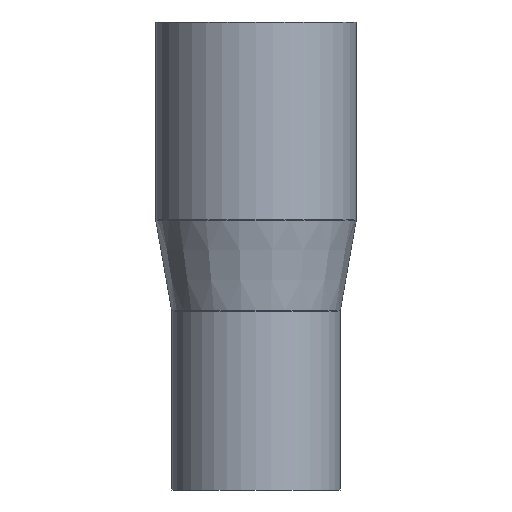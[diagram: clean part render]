
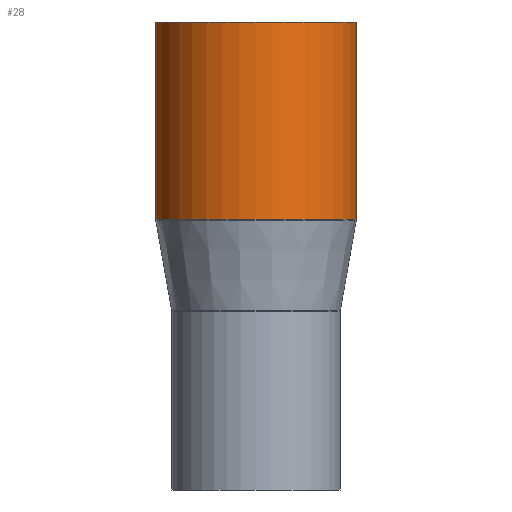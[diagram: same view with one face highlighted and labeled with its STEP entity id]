
A CAD part, front view. The second image highlights one B-rep face of the part: STEP entity #28.
In plain terms, the highlighted cylindrical face has radius 37.5 mm (diameter 75 mm), a partial arc.
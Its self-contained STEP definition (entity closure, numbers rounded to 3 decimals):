
#11 = CARTESIAN_POINT ( 'NONE',  ( 0., 0., 89.017 ) ) ;
#28 = ADVANCED_FACE ( 'NONE', ( #533 ), #280, .T. ) ;
#45 = VECTOR ( 'NONE', #162, 1000. ) ;
#49 = VERTEX_POINT ( 'NONE', #428 ) ;
#59 = LINE ( 'NONE', #417, #45 ) ;
#78 = DIRECTION ( 'NONE',  ( 0., 0., -1. ) ) ;
#115 = EDGE_CURVE ( 'NONE', #383, #146, #59, .T. ) ;
#130 = CARTESIAN_POINT ( 'NONE',  ( 0., 0., 15.192 ) ) ;
#137 = EDGE_CURVE ( 'NONE', #472, #383, #567, .T. ) ;
#146 = VERTEX_POINT ( 'NONE', #422 ) ;
#162 = DIRECTION ( 'NONE',  ( 0., 0., -1. ) ) ;
#172 = LINE ( 'NONE', #371, #365 ) ;
#207 = EDGE_LOOP ( 'NONE', ( #497, #527, #550, #357 ) ) ;
#220 = CARTESIAN_POINT ( 'NONE',  ( -37.5, 0., 89.017 ) ) ;
#229 = DIRECTION ( 'NONE',  ( -1., 0., 0. ) ) ;
#244 = CIRCLE ( 'NONE', #651, 37.5 ) ;
#254 = EDGE_CURVE ( 'NONE', #49, #146, #244, .T. ) ;
#270 = DIRECTION ( 'NONE',  ( -1., 0., 0. ) ) ;
#280 = CYLINDRICAL_SURFACE ( 'NONE', #553, 37.5 ) ;
#317 = DIRECTION ( 'NONE',  ( 0., 0., -1. ) ) ;
#321 = DIRECTION ( 'NONE',  ( 0., 0., -1. ) ) ;
#345 = AXIS2_PLACEMENT_3D ( 'NONE', #11, #78, #270 ) ;
#357 = ORIENTED_EDGE ( 'NONE', *, *, #254, .F. ) ;
#365 = VECTOR ( 'NONE', #577, 1000. ) ;
#371 = CARTESIAN_POINT ( 'NONE',  ( 37.5, 0., -16.533 ) ) ;
#383 = VERTEX_POINT ( 'NONE', #220 ) ;
#417 = CARTESIAN_POINT ( 'NONE',  ( -37.5, 0., -16.533 ) ) ;
#422 = CARTESIAN_POINT ( 'NONE',  ( -37.5, 0., 15.192 ) ) ;
#425 = EDGE_CURVE ( 'NONE', #472, #49, #172, .T. ) ;
#428 = CARTESIAN_POINT ( 'NONE',  ( 37.5, 0., 15.192 ) ) ;
#468 = CARTESIAN_POINT ( 'NONE',  ( 37.5, 0., 89.017 ) ) ;
#472 = VERTEX_POINT ( 'NONE', #468 ) ;
#485 = CARTESIAN_POINT ( 'NONE',  ( 0., 0., -16.533 ) ) ;
#494 = DIRECTION ( 'NONE',  ( -1., 0., 0. ) ) ;
#497 = ORIENTED_EDGE ( 'NONE', *, *, #425, .F. ) ;
#527 = ORIENTED_EDGE ( 'NONE', *, *, #137, .T. ) ;
#533 = FACE_OUTER_BOUND ( 'NONE', #207, .T. ) ;
#550 = ORIENTED_EDGE ( 'NONE', *, *, #115, .T. ) ;
#553 = AXIS2_PLACEMENT_3D ( 'NONE', #485, #317, #229 ) ;
#567 = CIRCLE ( 'NONE', #345, 37.5 ) ;
#577 = DIRECTION ( 'NONE',  ( 0., 0., -1. ) ) ;
#651 = AXIS2_PLACEMENT_3D ( 'NONE', #130, #321, #494 ) ;
